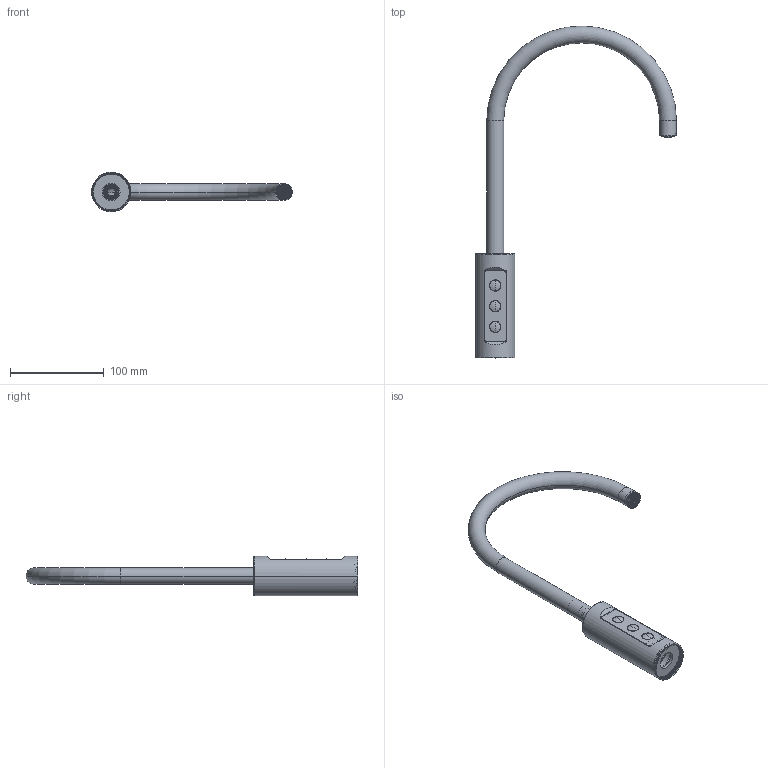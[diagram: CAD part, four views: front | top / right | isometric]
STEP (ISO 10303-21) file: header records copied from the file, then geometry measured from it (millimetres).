
FILE_DESCRIPTION((''),'2;1');
FILE_NAME('AP65080','2024-03-20T16:01:48',('tecnico1'),(''),'CREO PARAMETRIC BY PTC INC, 2022284','CREO PARAMETRIC BY PTC INC, 2022284','');
FILE_SCHEMA(('CONFIG_CONTROL_DESIGN'));
Length unit declared in the file: millimetre
Products named in the file (13): CU00099T00_1; P0402100_5; OR00088T00_1; P0452100_4; AR00080T00_1; AR00079T00_1_1; AR00079T00_1_2; AR00079T00_1; AR00031A00_1; EA00020T00_1; RN00037T00_1; 39087000_1; AP65080
Assembly tree (12 placements, depth 5):
  AP65080
    39087000_1
      CU00099T00_1
      P0402100_5
      OR00088T00_1
      P0452100_4
      AR00031A00_1
        AR00080T00_1
        AR00079T00_1
          AR00079T00_1_1
          AR00079T00_1_2
      EA00020T00_1
      RN00037T00_1
Bounding box: 214 x 353.5 x 42 mm (x, y, z)
Volume: 42773 mm3; surface area: 88523.8 mm2
Topology: 8 solids, 14 shells, 2599 faces, 7633 edges, 5090 vertices
Faces by surface type: plane 1745, torus 415, cylinder 294, bspline 81, cone 48, sphere 16
Entity records: 102727 total; most frequent: CARTESIAN_POINT 38123, ORIENTED_EDGE 15206, DIRECTION 10904, EDGE_CURVE 7620, VERTEX_POINT 5090, AXIS2_PLACEMENT_3D 4052, B_SPLINE_CURVE_WITH_KNOTS 3326, EDGE_LOOP 2948
